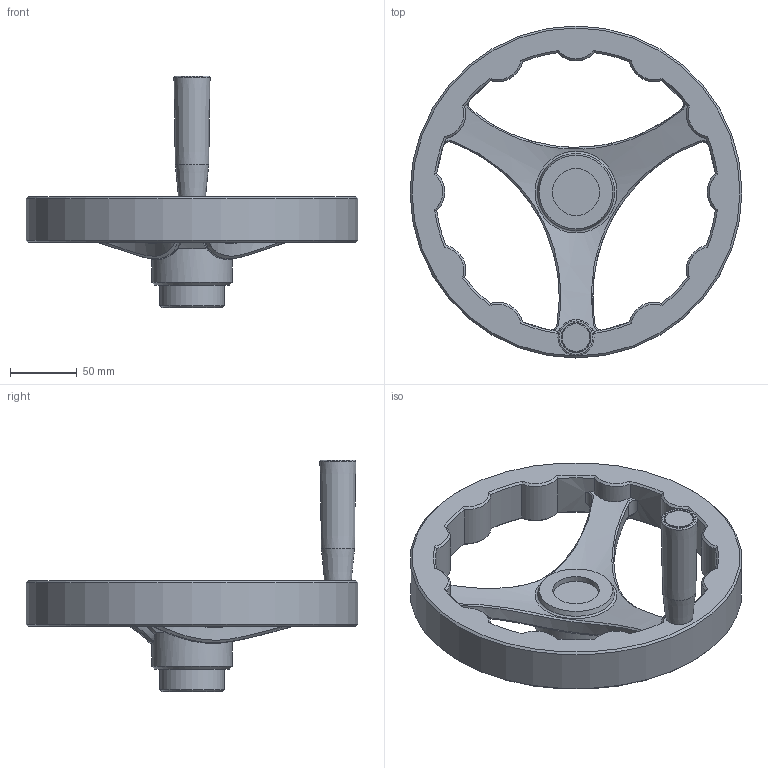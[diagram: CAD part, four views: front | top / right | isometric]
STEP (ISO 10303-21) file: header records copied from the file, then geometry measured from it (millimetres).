
FILE_DESCRIPTION(/* description */ ('AC2F'),/* implementation_level */ '2;1');
FILE_NAME(/* name */ '6360025_V3RA250',/* time_stamp */ '2018-11-09T10:59:29+01:00',/* author */ ('Zorzan Davide'),/* organization */ ('Gamm Srl.'),/* preprocessor_version */ 'ST-DEVELOPER v16.7',/* originating_system */ 'DEX',/* authorisation */ $);
FILE_SCHEMA (('CONFIG_CONTROL_DESIGN'));
Length unit declared in the file: millimetre
Products named in the file (1): 6360025_V3RA250
Bounding box: 248 x 248 x 173 mm (x, y, z)
Volume: 500372.5 mm3; surface area: 184328.9 mm2
Topology: 1 solids, 4 shells, 535 faces, 1370 edges, 816 vertices
Faces by surface type: plane 163, cylinder 114, bspline 110, cone 96, torus 44, sphere 8
Full cylindrical faces by diameter (mm): 5.1 x1, 6 x2, 8.3 x1, 8.376 x2, 8.7 x1, 9.6 x1, 10.2 x1, 10.7 x3, 12 x1, 12.035 x1, 13 x1, 13.1 x1, 17.8 x1, 21.7 x1, 21.8 x1, 22 x1, 35 x1, 48 x1, 60 x1, 240 x1, 248 x1
Entity records: 27674 total; most frequent: CARTESIAN_POINT 12377, ORIENTED_EDGE 2496, DIRECTION 2212, EDGE_CURVE 1248, AXIS2_PLACEMENT_3D 971, VERTEX_POINT 789, FACE_BOUND 615, EDGE_LOOP 613
